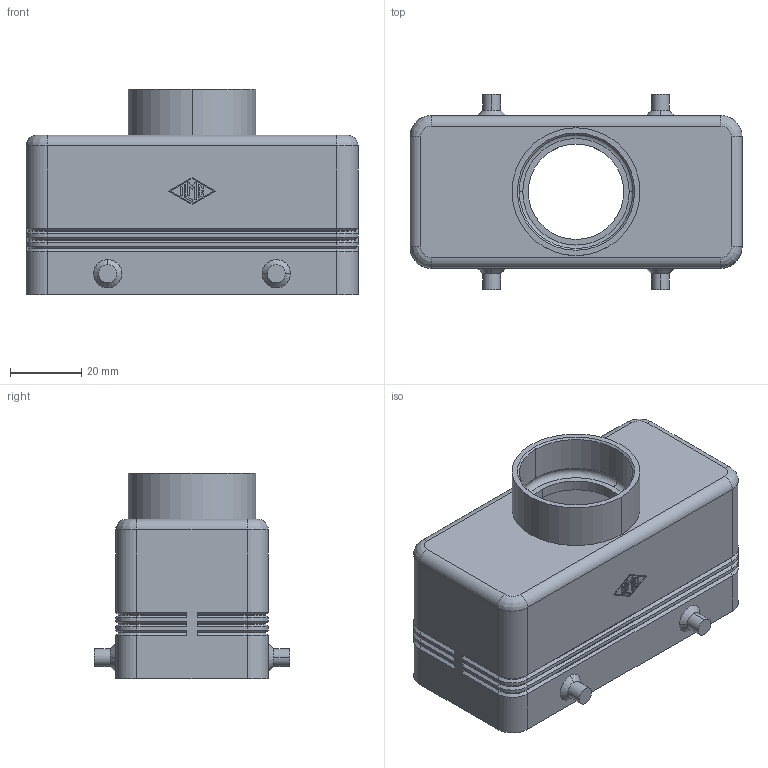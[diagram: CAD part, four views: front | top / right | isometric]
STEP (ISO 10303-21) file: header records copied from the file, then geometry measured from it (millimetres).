
FILE_DESCRIPTION(('Creo Elements/Direct Modeling STEP Export'),'2;1');
FILE_NAME('0ln7uvk49a6sg874008','2017-02-20T13:50:02',(''),(''),'PTC Creo Elements/Direct Modeling STEP processor for AP214 (Solid Model)','PTC Creo Elements/Direct Modeling 19.0E 27-Jun-2016 (C) Parametric Technology GmbH','');
FILE_SCHEMA(('AUTOMOTIVE_DESIGN { 1 0 10303 214 1 1 1 1 }'));
Length unit declared in the file: millimetre
Products named in the file (1): MHVE_16.32M
Bounding box: 93.5 x 55 x 58 mm (x, y, z)
Volume: 54043.5 mm3; surface area: 33103.1 mm2
Topology: 1 solids, 1 shells, 282 faces, 684 edges, 417 vertices
Faces by surface type: plane 148, cylinder 86, cone 42, bspline 4, torus 2
Entity records: 10208 total; most frequent: CARTESIAN_POINT 1457, ORIENTED_EDGE 1352, DIRECTION 1333, EDGE_CURVE 676, VECTOR 467, LINE 467, AXIS2_PLACEMENT_3D 433, VERTEX_POINT 417
